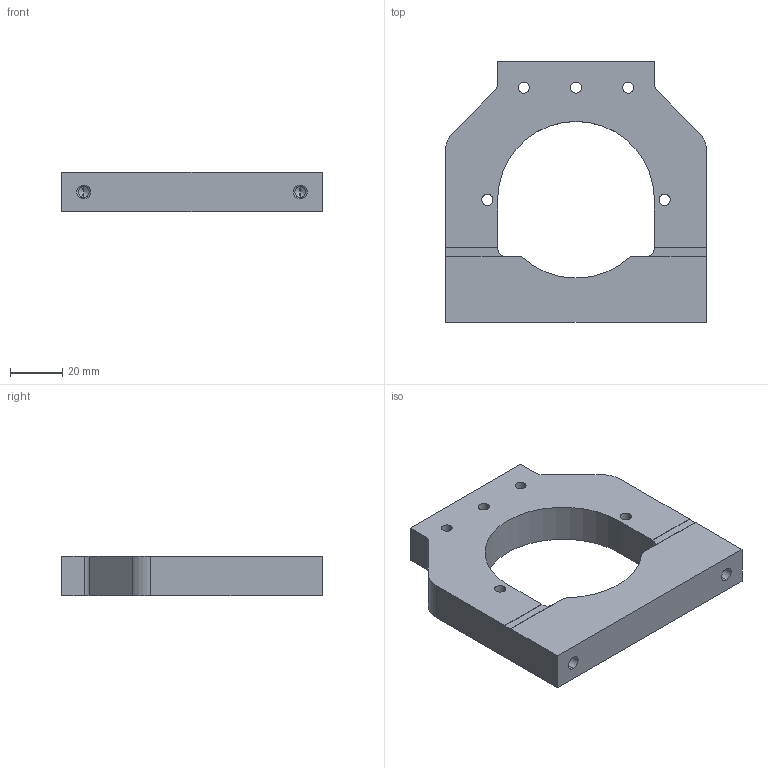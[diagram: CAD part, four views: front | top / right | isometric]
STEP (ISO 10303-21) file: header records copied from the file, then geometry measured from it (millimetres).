
FILE_DESCRIPTION (( 'STEP AP214' ), '1' );
FILE_NAME ('CollierBroche.STEP', '2018-10-18T11:04:29', ( '' ), ( '' ), 'SwSTEP 2.0', 'SolidWorks 2018', '' );
FILE_SCHEMA (( 'AUTOMOTIVE_DESIGN' ));
Length unit declared in the file: millimetre
Products named in the file (1): CollierBroche
Bounding box: 100 x 100 x 15 mm (x, y, z)
Volume: 90680.1 mm3; surface area: 23474.8 mm2
Topology: 1 solids, 1 shells, 55 faces, 150 edges, 94 vertices
Faces by surface type: cylinder 28, plane 19, cone 8
Entity records: 1774 total; most frequent: DIRECTION 314, CARTESIAN_POINT 296, ORIENTED_EDGE 292, EDGE_CURVE 146, AXIS2_PLACEMENT_3D 112, VERTEX_POINT 94, VECTOR 90, LINE 90
